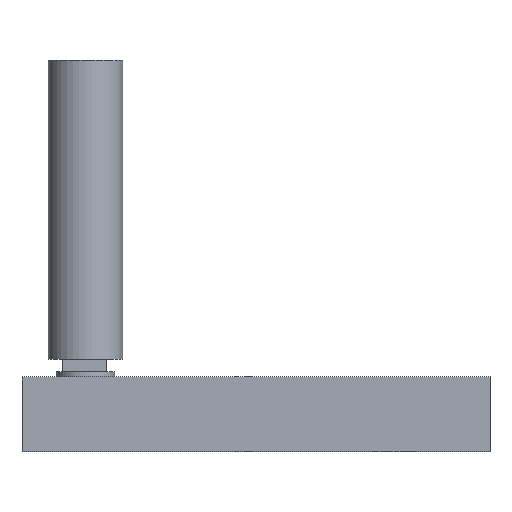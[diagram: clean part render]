
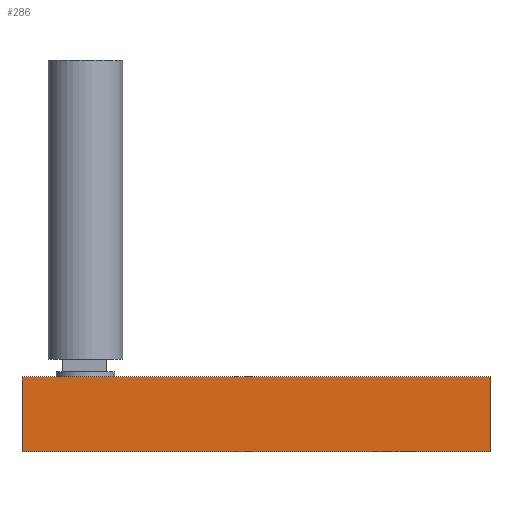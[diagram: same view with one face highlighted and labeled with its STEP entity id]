
A CAD part, top view. The second image highlights one B-rep face of the part: STEP entity #286.
In plain terms, the highlighted planar face has unit normal (0, 0, 1).
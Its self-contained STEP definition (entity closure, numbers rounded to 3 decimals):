
#33=PLANE('',#334);
#51=FACE_OUTER_BOUND('',#74,.T.);
#74=EDGE_LOOP('',(#259,#260,#261,#262));
#93=LINE('',#500,#120);
#96=LINE('',#506,#123);
#99=LINE('',#512,#126);
#102=LINE('',#516,#129);
#120=VECTOR('',#395,10.);
#123=VECTOR('',#400,10.);
#126=VECTOR('',#405,10.);
#129=VECTOR('',#410,10.);
#156=VERTEX_POINT('',#497);
#157=VERTEX_POINT('',#499);
#159=VERTEX_POINT('',#505);
#161=VERTEX_POINT('',#511);
#187=EDGE_CURVE('',#157,#156,#93,.T.);
#190=EDGE_CURVE('',#159,#157,#96,.T.);
#193=EDGE_CURVE('',#161,#159,#99,.T.);
#196=EDGE_CURVE('',#156,#161,#102,.T.);
#259=ORIENTED_EDGE('',*,*,#196,.T.);
#260=ORIENTED_EDGE('',*,*,#193,.T.);
#261=ORIENTED_EDGE('',*,*,#190,.T.);
#262=ORIENTED_EDGE('',*,*,#187,.T.);
#286=ADVANCED_FACE('',(#51),#33,.T.);
#334=AXIS2_PLACEMENT_3D('',#517,#411,#412);
#395=DIRECTION('',(0.,-1.,0.));
#400=DIRECTION('',(-1.,0.,0.));
#405=DIRECTION('',(0.,1.,0.));
#410=DIRECTION('',(1.,0.,0.));
#411=DIRECTION('center_axis',(0.,0.,1.));
#412=DIRECTION('ref_axis',(1.,0.,0.));
#497=CARTESIAN_POINT('',(0.,0.,35.5));
#499=CARTESIAN_POINT('',(0.,34.9,35.5));
#500=CARTESIAN_POINT('',(0.,34.9,35.5));
#505=CARTESIAN_POINT('',(219.4,34.9,35.5));
#506=CARTESIAN_POINT('',(219.4,34.9,35.5));
#511=CARTESIAN_POINT('',(219.4,0.,35.5));
#512=CARTESIAN_POINT('',(219.4,0.,35.5));
#516=CARTESIAN_POINT('',(0.,0.,35.5));
#517=CARTESIAN_POINT('Origin',(109.7,17.45,35.5));
